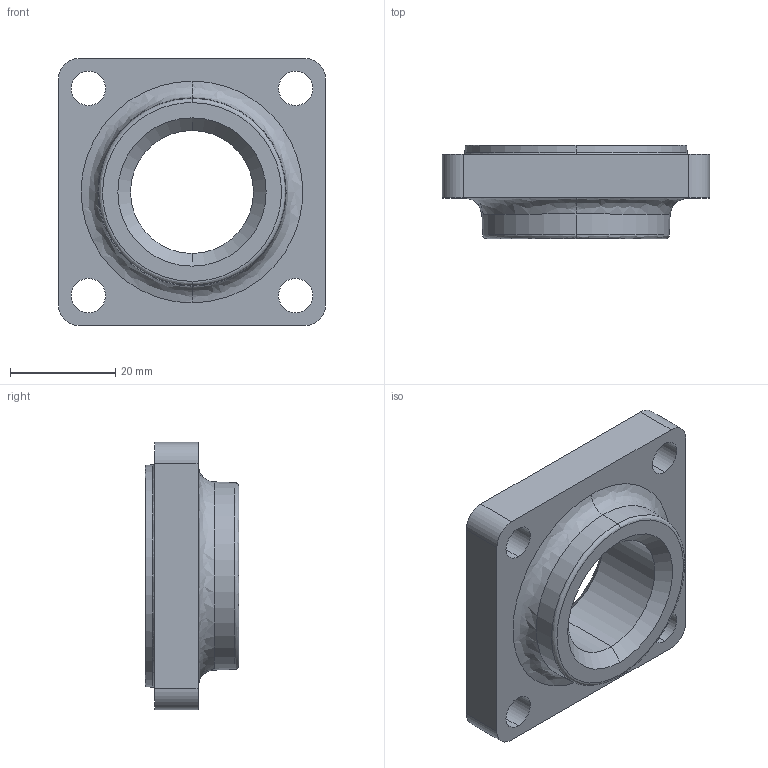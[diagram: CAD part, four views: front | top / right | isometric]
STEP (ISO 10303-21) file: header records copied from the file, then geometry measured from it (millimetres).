
FILE_DESCRIPTION (( 'STEP AP203' ), '1' );
FILE_NAME ('EC-2061.step', '2024-08-21T11:25:32', ( '' ), ( '' ), 'SwSTEP 2.0', 'SolidWorks 2023', '' );
FILE_SCHEMA (( 'CONFIG_CONTROL_DESIGN' ));
Length unit declared in the file: inch
Products named in the file (1): EC-2061
Bounding box: 50.8 x 17.78 x 50.8 mm (x, y, z)
Volume: 22591.9 mm3; surface area: 8311 mm2
Topology: 1 solids, 1 shells, 38 faces, 94 edges, 60 vertices
Faces by surface type: cylinder 14, bspline 8, cone 8, plane 8
Entity records: 1638 total; most frequent: CARTESIAN_POINT 655, DIRECTION 192, ORIENTED_EDGE 188, EDGE_CURVE 94, AXIS2_PLACEMENT_3D 79, VERTEX_POINT 60, EDGE_LOOP 50, CIRCLE 48
